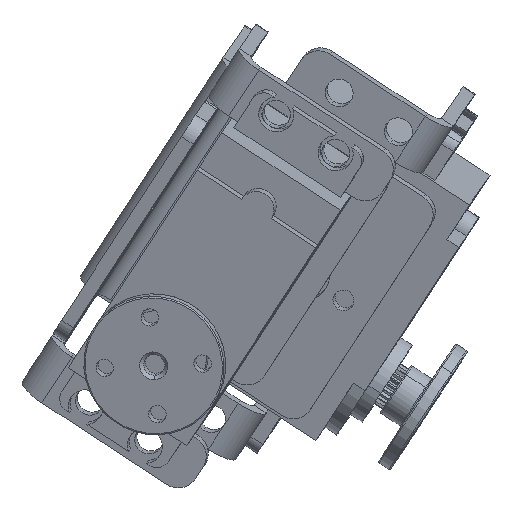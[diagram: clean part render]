
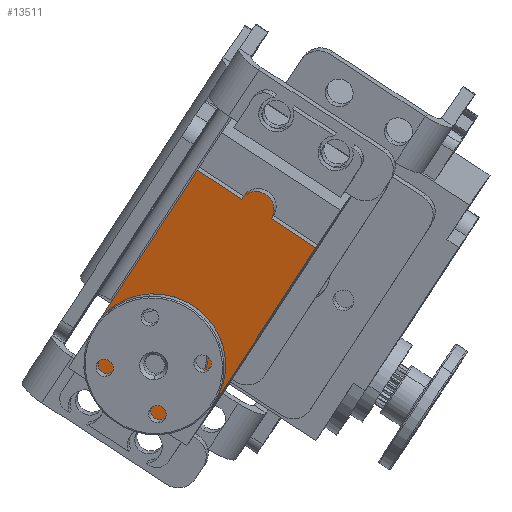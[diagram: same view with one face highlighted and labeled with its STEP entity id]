
A CAD part, front view. The second image highlights one B-rep face of the part: STEP entity #13511.
In plain terms, the highlighted planar face has unit normal (-0.146, -0.967, -0.211).
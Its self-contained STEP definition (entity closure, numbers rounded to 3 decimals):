
#541 = ORIENTED_EDGE ( 'NONE', *, *, #17133, .T. ) ;
#628 = CIRCLE ( 'NONE', #18455, 6.5 ) ;
#1110 = VECTOR ( 'NONE', #4702, 1000. ) ;
#1221 = LINE ( 'NONE', #19967, #5051 ) ;
#1389 = DIRECTION ( 'NONE',  ( -0.146, -0.967, -0.211 ) ) ;
#1579 = CARTESIAN_POINT ( 'NONE',  ( -1.703, -56.535, 62.644 ) ) ;
#2549 = EDGE_CURVE ( 'NONE', #13246, #5898, #14871, .T. ) ;
#3026 = DIRECTION ( 'NONE',  ( -0.146, -0.967, -0.211 ) ) ;
#3105 = DIRECTION ( 'NONE',  ( -0.528, 0.256, -0.81 ) ) ;
#3168 = VERTEX_POINT ( 'NONE', #4218 ) ;
#3403 = VECTOR ( 'NONE', #17925, 1000. ) ;
#3422 = CARTESIAN_POINT ( 'NONE',  ( -7.978, -56.479, 66.751 ) ) ;
#3565 = CIRCLE ( 'NONE', #6402, 10. ) ;
#3747 = VERTEX_POINT ( 'NONE', #11433 ) ;
#3965 = EDGE_CURVE ( 'NONE', #3747, #10886, #3565, .T. ) ;
#4207 = DIRECTION ( 'NONE',  ( -0.837, 0.007, 0.548 ) ) ;
#4218 = CARTESIAN_POINT ( 'NONE',  ( -17.824, -50.101, 44.315 ) ) ;
#4682 = ORIENTED_EDGE ( 'NONE', *, *, #20170, .T. ) ;
#4702 = DIRECTION ( 'NONE',  ( -0.837, 0.007, 0.548 ) ) ;
#4992 = CARTESIAN_POINT ( 'NONE',  ( -23.263, -50.053, 47.874 ) ) ;
#5051 = VECTOR ( 'NONE', #14845, 1000. ) ;
#5266 = VECTOR ( 'NONE', #3105, 1000. ) ;
#5582 = AXIS2_PLACEMENT_3D ( 'NONE', #16226, #1389, #14555 ) ;
#5682 = ORIENTED_EDGE ( 'NONE', *, *, #12948, .T. ) ;
#5898 = VERTEX_POINT ( 'NONE', #8886 ) ;
#6279 = CARTESIAN_POINT ( 'NONE',  ( -28.702, -50.005, 51.434 ) ) ;
#6402 = AXIS2_PLACEMENT_3D ( 'NONE', #16188, #3026, #8147 ) ;
#7143 = ORIENTED_EDGE ( 'NONE', *, *, #2549, .T. ) ;
#7892 = EDGE_CURVE ( 'NONE', #5898, #8870, #16852, .T. ) ;
#8107 = LINE ( 'NONE', #13237, #3403 ) ;
#8147 = DIRECTION ( 'NONE',  ( -0.837, 0.007, 0.548 ) ) ;
#8159 = ORIENTED_EDGE ( 'NONE', *, *, #14282, .T. ) ;
#8172 = ORIENTED_EDGE ( 'NONE', *, *, #7892, .T. ) ;
#8338 = CARTESIAN_POINT ( 'NONE',  ( -18.437, -56.387, 73.596 ) ) ;
#8469 = EDGE_LOOP ( 'NONE', ( #21013, #5682 ) ) ;
#8870 = VERTEX_POINT ( 'NONE', #20702 ) ;
#8886 = CARTESIAN_POINT ( 'NONE',  ( -12.162, -56.442, 69.489 ) ) ;
#9539 = ORIENTED_EDGE ( 'NONE', *, *, #3965, .T. ) ;
#9892 = DIRECTION ( 'NONE',  ( -0.837, 0.007, 0.548 ) ) ;
#10191 = EDGE_LOOP ( 'NONE', ( #7143, #8172, #8159, #9539, #4682, #541 ) ) ;
#10886 = VERTEX_POINT ( 'NONE', #21437 ) ;
#11433 = CARTESIAN_POINT ( 'NONE',  ( -31.63, -49.979, 53.35 ) ) ;
#12948 = EDGE_CURVE ( 'NONE', #3168, #13905, #21920, .T. ) ;
#13144 = DIRECTION ( 'NONE',  ( 0.146, 0.967, 0.211 ) ) ;
#13237 = CARTESIAN_POINT ( 'NONE',  ( -14.896, -50.127, 42.399 ) ) ;
#13246 = VERTEX_POINT ( 'NONE', #3422 ) ;
#13483 = CARTESIAN_POINT ( 'NONE',  ( -1.703, -56.535, 62.644 ) ) ;
#13511 = ADVANCED_FACE ( 'NONE', ( #18349, #21476 ), #16667, .T. ) ;
#13905 = VERTEX_POINT ( 'NONE', #6279 ) ;
#14062 = AXIS2_PLACEMENT_3D ( 'NONE', #19497, #16141, #4207 ) ;
#14262 = LINE ( 'NONE', #8338, #5266 ) ;
#14282 = EDGE_CURVE ( 'NONE', #8870, #3747, #14262, .T. ) ;
#14286 = EDGE_CURVE ( 'NONE', #13905, #3168, #628, .T. ) ;
#14555 = DIRECTION ( 'NONE',  ( -0.528, 0.256, -0.81 ) ) ;
#14845 = DIRECTION ( 'NONE',  ( -0.837, 0.007, 0.548 ) ) ;
#14871 = CIRCLE ( 'NONE', #19480, 2.5 ) ;
#16141 = DIRECTION ( 'NONE',  ( 0.146, 0.967, 0.211 ) ) ;
#16188 = CARTESIAN_POINT ( 'NONE',  ( -23.263, -50.053, 47.874 ) ) ;
#16226 = CARTESIAN_POINT ( 'NONE',  ( -10.07, -56.461, 68.12 ) ) ;
#16667 = PLANE ( 'NONE',  #5582 ) ;
#16852 = LINE ( 'NONE', #1579, #1110 ) ;
#17133 = EDGE_CURVE ( 'NONE', #21139, #13246, #1221, .T. ) ;
#17925 = DIRECTION ( 'NONE',  ( 0.528, -0.256, 0.81 ) ) ;
#18349 = FACE_BOUND ( 'NONE', #8469, .T. ) ;
#18455 = AXIS2_PLACEMENT_3D ( 'NONE', #4992, #13144, #9892 ) ;
#18546 = DIRECTION ( 'NONE',  ( -0.146, -0.967, -0.211 ) ) ;
#18772 = CARTESIAN_POINT ( 'NONE',  ( -10.07, -56.461, 68.12 ) ) ;
#19480 = AXIS2_PLACEMENT_3D ( 'NONE', #18772, #18546, #20220 ) ;
#19497 = CARTESIAN_POINT ( 'NONE',  ( -23.263, -50.053, 47.874 ) ) ;
#19967 = CARTESIAN_POINT ( 'NONE',  ( -1.703, -56.535, 62.644 ) ) ;
#20170 = EDGE_CURVE ( 'NONE', #10886, #21139, #8107, .T. ) ;
#20220 = DIRECTION ( 'NONE',  ( -0.837, 0.007, 0.548 ) ) ;
#20702 = CARTESIAN_POINT ( 'NONE',  ( -18.437, -56.387, 73.596 ) ) ;
#21013 = ORIENTED_EDGE ( 'NONE', *, *, #14286, .T. ) ;
#21139 = VERTEX_POINT ( 'NONE', #13483 ) ;
#21437 = CARTESIAN_POINT ( 'NONE',  ( -14.896, -50.127, 42.399 ) ) ;
#21476 = FACE_OUTER_BOUND ( 'NONE', #10191, .T. ) ;
#21920 = CIRCLE ( 'NONE', #14062, 6.5 ) ;
